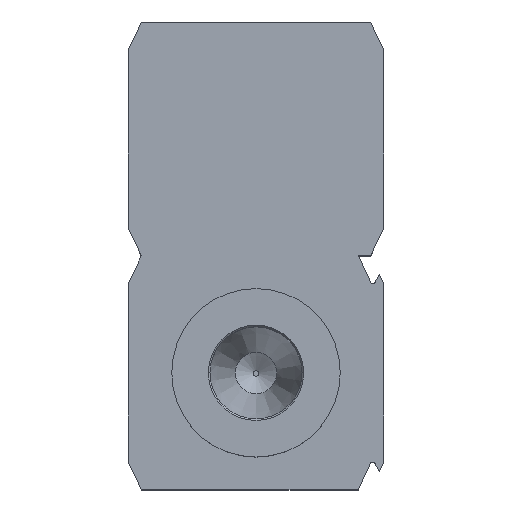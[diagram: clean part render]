
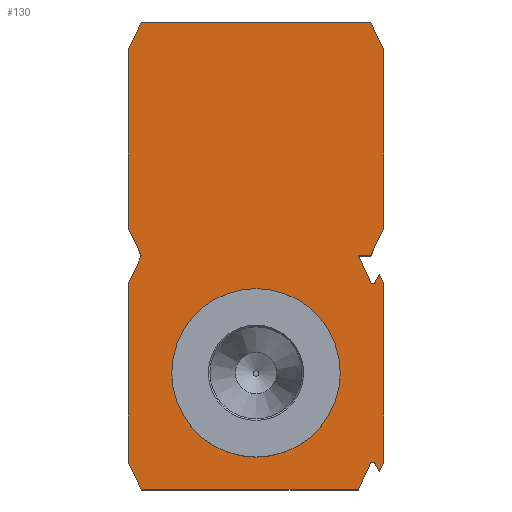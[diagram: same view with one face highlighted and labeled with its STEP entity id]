
A CAD part, top view. The second image highlights one B-rep face of the part: STEP entity #130.
In plain terms, the highlighted planar face has unit normal (0, 0, 1).
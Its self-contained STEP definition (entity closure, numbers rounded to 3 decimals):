
#130=ADVANCED_FACE('',(#526,#528),#530,.T.);
#526=FACE_BOUND('',#527,.T.);
#527=EDGE_LOOP('',(#889,#890,#891,#892,#893,#894,#895,#896,#897,#898,#899,#900,#901,
#902,#903,#904,#905,#906,#907,#908,#909));
#528=FACE_BOUND('',#529,.T.);
#529=EDGE_LOOP('',(#910));
#530=PLANE('',#531);
#531=AXIS2_PLACEMENT_3D('',#532,#533,#534);
#532=CARTESIAN_POINT('',(0.,0.,1.86));
#533=DIRECTION('',(0.,0.,1.));
#534=DIRECTION('',(1.,0.,0.));
#889=ORIENTED_EDGE('',*,*,#1057,.T.);
#890=ORIENTED_EDGE('',*,*,#1058,.T.);
#891=ORIENTED_EDGE('',*,*,#1059,.T.);
#892=ORIENTED_EDGE('',*,*,#1060,.T.);
#893=ORIENTED_EDGE('',*,*,#1061,.T.);
#894=ORIENTED_EDGE('',*,*,#1062,.T.);
#895=ORIENTED_EDGE('',*,*,#1063,.T.);
#896=ORIENTED_EDGE('',*,*,#1064,.T.);
#897=ORIENTED_EDGE('',*,*,#1065,.T.);
#898=ORIENTED_EDGE('',*,*,#1066,.T.);
#899=ORIENTED_EDGE('',*,*,#1067,.T.);
#900=ORIENTED_EDGE('',*,*,#1068,.T.);
#901=ORIENTED_EDGE('',*,*,#1069,.T.);
#902=ORIENTED_EDGE('',*,*,#1070,.T.);
#903=ORIENTED_EDGE('',*,*,#1071,.T.);
#904=ORIENTED_EDGE('',*,*,#1072,.T.);
#905=ORIENTED_EDGE('',*,*,#1073,.T.);
#906=ORIENTED_EDGE('',*,*,#1074,.T.);
#907=ORIENTED_EDGE('',*,*,#1075,.T.);
#908=ORIENTED_EDGE('',*,*,#1076,.T.);
#909=ORIENTED_EDGE('',*,*,#1077,.T.);
#910=ORIENTED_EDGE('',*,*,#1078,.T.);
#1057=EDGE_CURVE('',#1163,#1164,#1165,.F.);
#1058=EDGE_CURVE('',#1164,#1166,#1167,.F.);
#1059=EDGE_CURVE('',#1166,#1168,#1169,.F.);
#1060=EDGE_CURVE('',#1168,#1170,#1171,.T.);
#1061=EDGE_CURVE('',#1170,#1172,#1173,.T.);
#1062=EDGE_CURVE('',#1172,#1174,#1175,.T.);
#1063=EDGE_CURVE('',#1174,#1176,#1177,.T.);
#1064=EDGE_CURVE('',#1176,#1178,#1179,.T.);
#1065=EDGE_CURVE('',#1178,#1180,#1181,.T.);
#1066=EDGE_CURVE('',#1180,#1182,#1183,.T.);
#1067=EDGE_CURVE('',#1182,#1184,#1185,.T.);
#1068=EDGE_CURVE('',#1184,#1186,#1187,.T.);
#1069=EDGE_CURVE('',#1186,#1188,#1189,.T.);
#1070=EDGE_CURVE('',#1188,#1190,#1191,.T.);
#1071=EDGE_CURVE('',#1190,#1192,#1193,.T.);
#1072=EDGE_CURVE('',#1192,#1194,#1195,.F.);
#1073=EDGE_CURVE('',#1194,#1196,#1197,.F.);
#1074=EDGE_CURVE('',#1196,#1198,#1199,.F.);
#1075=EDGE_CURVE('',#1198,#1200,#1201,.T.);
#1076=EDGE_CURVE('',#1200,#1202,#1203,.T.);
#1077=EDGE_CURVE('',#1202,#1163,#1204,.T.);
#1078=EDGE_CURVE('',#1205,#1205,#1206,.F.);
#1163=VERTEX_POINT('',#1357);
#1164=VERTEX_POINT('',#1358);
#1165=LINE('',#1359,#1360);
#1166=VERTEX_POINT('',#1362);
#1167=CIRCLE('',#1363,0.03);
#1168=VERTEX_POINT('',#1367);
#1169=LINE('',#1368,#1369);
#1170=VERTEX_POINT('',#1371);
#1171=LINE('',#1372,#1373);
#1172=VERTEX_POINT('',#1375);
#1173=LINE('',#1376,#1377);
#1174=VERTEX_POINT('',#1379);
#1175=LINE('',#1380,#1381);
#1176=VERTEX_POINT('',#1383);
#1177=LINE('',#1384,#1385);
#1178=VERTEX_POINT('',#1387);
#1179=LINE('',#1388,#1389);
#1180=VERTEX_POINT('',#1391);
#1181=LINE('',#1392,#1393);
#1182=VERTEX_POINT('',#1395);
#1183=LINE('',#1396,#1397);
#1184=VERTEX_POINT('',#1399);
#1185=LINE('',#1400,#1401);
#1186=VERTEX_POINT('',#1403);
#1187=LINE('',#1404,#1405);
#1188=VERTEX_POINT('',#1407);
#1189=LINE('',#1408,#1409);
#1190=VERTEX_POINT('',#1411);
#1191=LINE('',#1412,#1413);
#1192=VERTEX_POINT('',#1415);
#1193=LINE('',#1416,#1417);
#1194=VERTEX_POINT('',#1419);
#1195=LINE('',#1420,#1421);
#1196=VERTEX_POINT('',#1423);
#1197=CIRCLE('',#1424,0.03);
#1198=VERTEX_POINT('',#1428);
#1199=LINE('',#1429,#1430);
#1200=VERTEX_POINT('',#1432);
#1201=LINE('',#1433,#1434);
#1202=VERTEX_POINT('',#1436);
#1203=LINE('',#1437,#1438);
#1204=LINE('',#1440,#1441);
#1205=VERTEX_POINT('',#1443);
#1206=CIRCLE('',#1444,0.66);
#1357=CARTESIAN_POINT('',(1.337,1.073,1.86));
#1358=CARTESIAN_POINT('',(1.297,0.987,1.86));
#1359=CARTESIAN_POINT('',(1.297,0.987,1.86));
#1360=VECTOR('',#1361,1.);
#1361=DIRECTION('',(0.423,0.906,0.));
#1362=CARTESIAN_POINT('',(1.243,0.987,1.86));
#1363=AXIS2_PLACEMENT_3D('',#1364,#1365,#1366);
#1364=CARTESIAN_POINT('',(1.27,1.,1.86));
#1365=DIRECTION('',(-0.,0.,1.));
#1366=DIRECTION('',(-0.906,-0.423,0.));
#1367=CARTESIAN_POINT('',(1.111,1.27,1.86));
#1368=CARTESIAN_POINT('',(1.111,1.27,1.86));
#1369=VECTOR('',#1370,1.);
#1370=DIRECTION('',(0.423,-0.906,0.));
#1371=CARTESIAN_POINT('',(1.245,1.27,1.86));
#1372=CARTESIAN_POINT('',(1.111,1.27,1.86));
#1373=VECTOR('',#1374,1.);
#1374=DIRECTION('',(1.,0.,0.));
#1375=CARTESIAN_POINT('',(1.385,1.57,1.86));
#1376=CARTESIAN_POINT('',(1.245,1.27,1.86));
#1377=VECTOR('',#1378,1.);
#1378=DIRECTION('',(0.423,0.906,0.));
#1379=CARTESIAN_POINT('',(1.385,3.51,1.86));
#1380=CARTESIAN_POINT('',(1.385,1.57,1.86));
#1381=VECTOR('',#1382,1.);
#1382=DIRECTION('',(0.,1.,0.));
#1383=CARTESIAN_POINT('',(1.245,3.81,1.86));
#1384=CARTESIAN_POINT('',(1.385,3.51,1.86));
#1385=VECTOR('',#1386,1.);
#1386=DIRECTION('',(-0.423,0.906,0.));
#1387=CARTESIAN_POINT('',(-1.245,3.81,1.86));
#1388=CARTESIAN_POINT('',(1.245,3.81,1.86));
#1389=VECTOR('',#1390,1.);
#1390=DIRECTION('',(-1.,0.,0.));
#1391=CARTESIAN_POINT('',(-1.385,3.51,1.86));
#1392=CARTESIAN_POINT('',(-1.245,3.81,1.86));
#1393=VECTOR('',#1394,1.);
#1394=DIRECTION('',(-0.423,-0.906,0.));
#1395=CARTESIAN_POINT('',(-1.385,1.57,1.86));
#1396=CARTESIAN_POINT('',(-1.385,3.51,1.86));
#1397=VECTOR('',#1398,1.);
#1398=DIRECTION('',(0.,-1.,0.));
#1399=CARTESIAN_POINT('',(-1.245,1.27,1.86));
#1400=CARTESIAN_POINT('',(-1.385,1.57,1.86));
#1401=VECTOR('',#1402,1.);
#1402=DIRECTION('',(0.423,-0.906,0.));
#1403=CARTESIAN_POINT('',(-1.385,0.97,1.86));
#1404=CARTESIAN_POINT('',(-1.245,1.27,1.86));
#1405=VECTOR('',#1406,1.);
#1406=DIRECTION('',(-0.423,-0.906,0.));
#1407=CARTESIAN_POINT('',(-1.385,-0.97,1.86));
#1408=CARTESIAN_POINT('',(-1.385,0.97,1.86));
#1409=VECTOR('',#1410,1.);
#1410=DIRECTION('',(0.,-1.,0.));
#1411=CARTESIAN_POINT('',(-1.245,-1.27,1.86));
#1412=CARTESIAN_POINT('',(-1.385,-0.97,1.86));
#1413=VECTOR('',#1414,1.);
#1414=DIRECTION('',(0.423,-0.906,0.));
#1415=CARTESIAN_POINT('',(1.111,-1.27,1.86));
#1416=CARTESIAN_POINT('',(-1.245,-1.27,1.86));
#1417=VECTOR('',#1418,1.);
#1418=DIRECTION('',(1.,0.,0.));
#1419=CARTESIAN_POINT('',(1.243,-0.987,1.86));
#1420=CARTESIAN_POINT('',(1.243,-0.987,1.86));
#1421=VECTOR('',#1422,1.);
#1422=DIRECTION('',(-0.423,-0.906,0.));
#1423=CARTESIAN_POINT('',(1.297,-0.987,1.86));
#1424=AXIS2_PLACEMENT_3D('',#1425,#1426,#1427);
#1425=CARTESIAN_POINT('',(1.27,-1.,1.86));
#1426=DIRECTION('',(0.,-0.,1.));
#1427=DIRECTION('',(0.906,0.423,0.));
#1428=CARTESIAN_POINT('',(1.337,-1.073,1.86));
#1429=CARTESIAN_POINT('',(1.337,-1.073,1.86));
#1430=VECTOR('',#1431,1.);
#1431=DIRECTION('',(-0.423,0.906,0.));
#1432=CARTESIAN_POINT('',(1.385,-0.97,1.86));
#1433=CARTESIAN_POINT('',(1.337,-1.073,1.86));
#1434=VECTOR('',#1435,1.);
#1435=DIRECTION('',(0.423,0.906,0.));
#1436=CARTESIAN_POINT('',(1.385,0.97,1.86));
#1437=CARTESIAN_POINT('',(1.385,-0.97,1.86));
#1438=VECTOR('',#1439,1.);
#1439=DIRECTION('',(0.,1.,0.));
#1440=CARTESIAN_POINT('',(1.385,0.97,1.86));
#1441=VECTOR('',#1442,1.);
#1442=DIRECTION('',(-0.423,0.906,0.));
#1443=CARTESIAN_POINT('',(0.66,0.,1.86));
#1444=AXIS2_PLACEMENT_3D('',#1445,#1446,#1447);
#1445=CARTESIAN_POINT('',(0.,0.,1.86));
#1446=DIRECTION('',(0.,0.,1.));
#1447=DIRECTION('',(1.,0.,0.));
